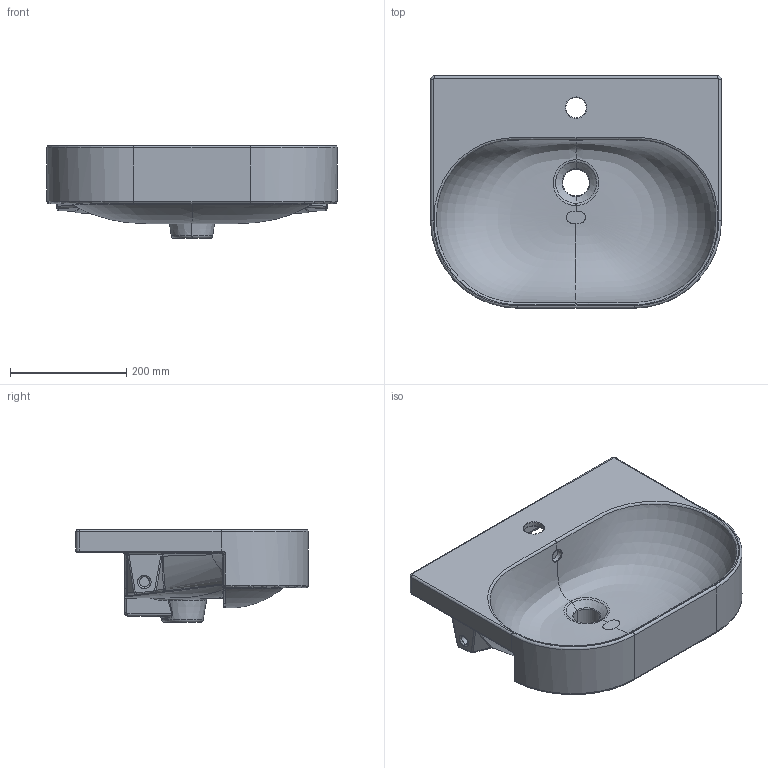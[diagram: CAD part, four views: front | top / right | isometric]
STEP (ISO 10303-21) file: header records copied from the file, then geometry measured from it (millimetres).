
FILE_DESCRIPTION((''),'2;1');
FILE_NAME('PRT0001','2019-11-30T16:29:45',('Administrator'),(''),'CREO PARAMETRIC BY PTC INC, 2018400','CREO PARAMETRIC BY PTC INC, 2018400','');
FILE_SCHEMA(('CONFIG_CONTROL_DESIGN'));
Length unit declared in the file: millimetre
Products named in the file (1): PRT0001
Bounding box: 500 x 400 x 159.98 mm (x, y, z)
Volume: 6682242 mm3; surface area: 670530.9 mm2
Topology: 1 solids, 1 shells, 301 faces, 728 edges, 417 vertices
Faces by surface type: bspline 164, cylinder 63, plane 35, torus 21, sphere 14, cone 4
Entity records: 29117 total; most frequent: CARTESIAN_POINT 23486, ORIENTED_EDGE 1428, DIRECTION 754, EDGE_CURVE 714, VERTEX_POINT 417, B_SPLINE_CURVE_WITH_KNOTS 404, AXIS2_PLACEMENT_3D 307, EDGE_LOOP 307
